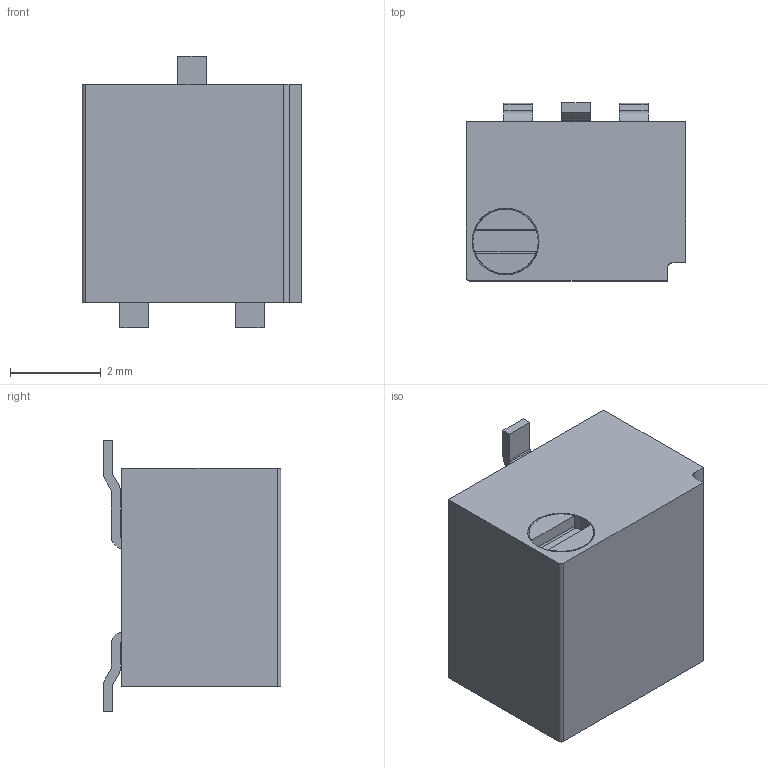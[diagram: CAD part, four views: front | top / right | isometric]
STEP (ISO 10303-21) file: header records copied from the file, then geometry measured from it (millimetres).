
FILE_DESCRIPTION((''),'2;1');
FILE_NAME('44-30A_G_SW0002','2012-02-21T',('BMozley'),(''),'PRO/ENGINEER BY PARAMETRIC TECHNOLOGY CORPORATION, 2011370','PRO/ENGINEER BY PARAMETRIC TECHNOLOGY CORPORATION, 2011370','');
FILE_SCHEMA(('CONFIG_CONTROL_DESIGN'));
Length unit declared in the file: inch
Products named in the file (1): 44-30A_G_SW0002
Bounding box: 4.83 x 3.91 x 5.97 mm (x, y, z)
Volume: 80.1 mm3; surface area: 127.4 mm2
Topology: 1 solids, 1 shells, 87 faces, 240 edges, 160 vertices
Faces by surface type: plane 55, cylinder 30, cone 2
Entity records: 2843 total; most frequent: CARTESIAN_POINT 524, ORIENTED_EDGE 480, DIRECTION 474, EDGE_CURVE 240, VECTOR 164, LINE 164, VERTEX_POINT 160, AXIS2_PLACEMENT_3D 155
